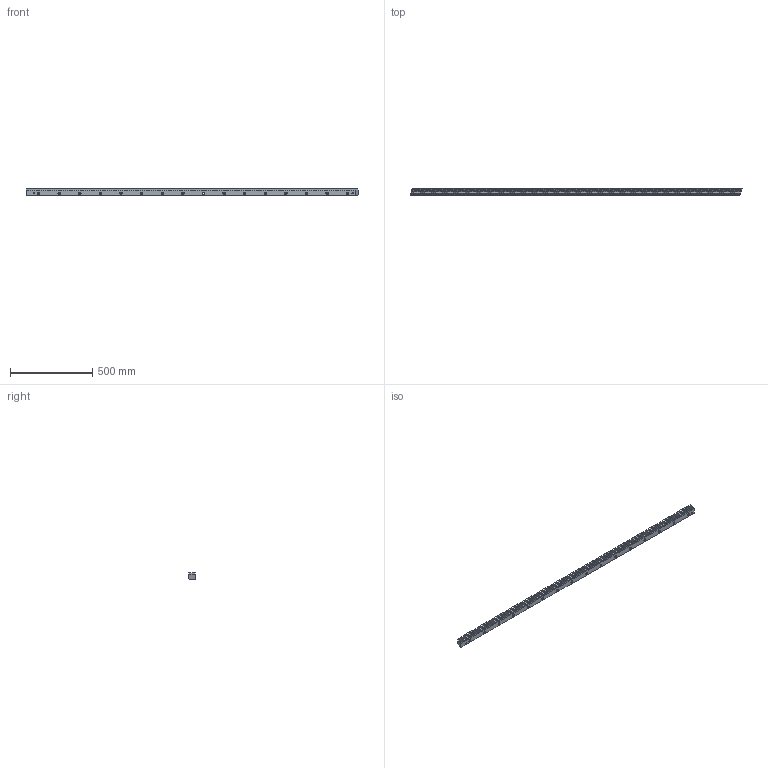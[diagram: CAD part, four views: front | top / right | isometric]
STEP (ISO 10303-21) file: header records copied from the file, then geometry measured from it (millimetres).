
FILE_DESCRIPTION(('STEP AP214'),'1');
FILE_NAME('145-040-220.stp','2017-10-10T14:07:44',('TraceParts'),('TraceParts S.A.'),'Spatial InterOp 3D',' ',' ');
FILE_SCHEMA(('automotive_design'));
Length unit declared in the file: millimetre
Products named in the file (1): 145-040-220
Bounding box: 2013.41 x 40 x 39.7 mm (x, y, z)
Volume: 2763772.3 mm3; surface area: 403833.9 mm2
Topology: 1 solids, 1 shells, 691 faces, 2019 edges, 1346 vertices
Faces by surface type: plane 623, cylinder 68
Entity records: 28154 total; most frequent: CARTESIAN_POINT 4057, ORIENTED_EDGE 4038, DIRECTION 3539, EDGE_CURVE 2019, LINE 1883, VECTOR 1883, VERTEX_POINT 1346, AXIS2_PLACEMENT_3D 828
